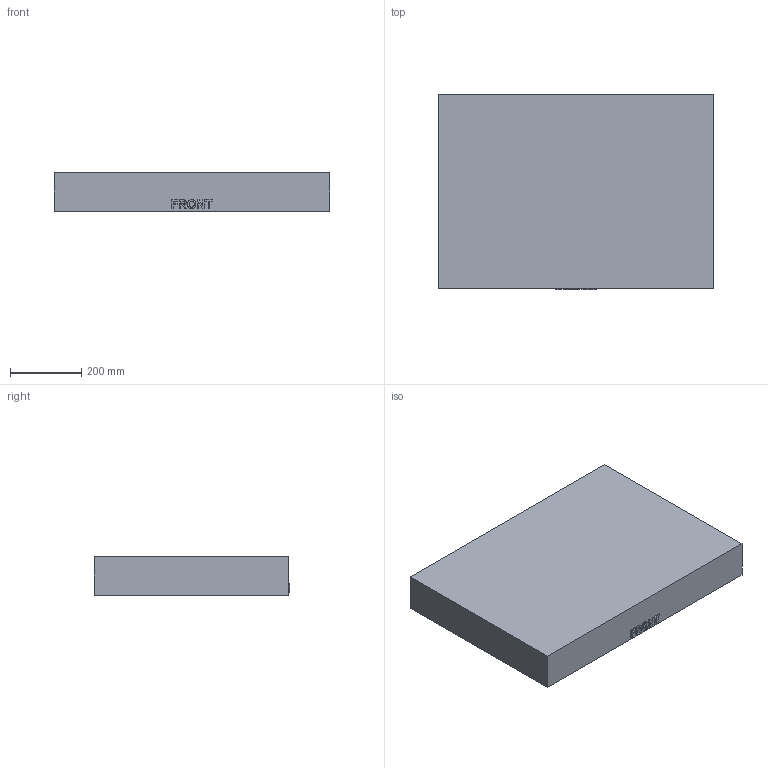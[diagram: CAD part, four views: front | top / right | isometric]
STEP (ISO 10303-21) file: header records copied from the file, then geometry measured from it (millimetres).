
FILE_DESCRIPTION( ( 'Unknown' ), '1' );
FILE_NAME( '3075-lid_internal_tub.stp', 'Unknown', ( 'Unknown' ), ( 'Unknown' ), 'PSStep 10.1', 'Unknown', ' ' );
FILE_SCHEMA( ( 'AUTOMOTIVE_DESIGN { 1 0 10303 214 1 1 1 1 }' ) );
Length unit declared in the file: millimetre
Products named in the file (1): 1
Bounding box: 774.7 x 549.27 x 107.95 mm (x, y, z)
Volume: 6353663.2 mm3; surface area: 1371686.5 mm2
Topology: 1 solids, 1 shells, 402 faces, 971 edges, 576 vertices
Faces by surface type: cylinder 154, bspline 128, plane 114, extrusion 6
Entity records: 18615 total; most frequent: CARTESIAN_POINT 10259, ORIENTED_EDGE 1930, DIRECTION 1473, EDGE_CURVE 965, VERTEX_POINT 576, AXIS2_PLACEMENT_3D 553, EDGE_LOOP 413, FACE_OUTER_BOUND 404
